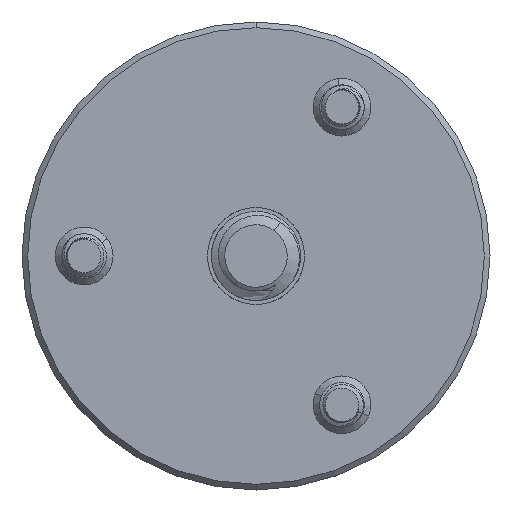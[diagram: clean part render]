
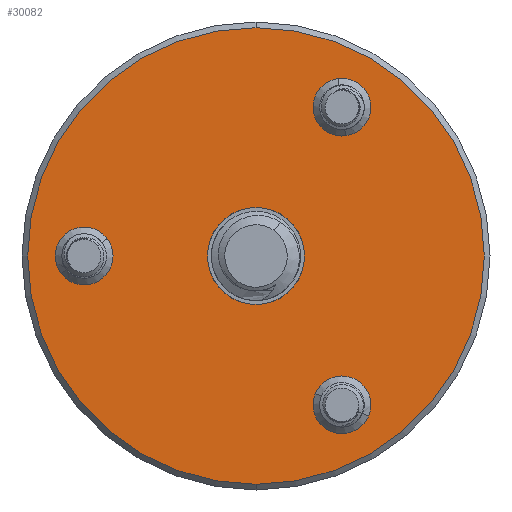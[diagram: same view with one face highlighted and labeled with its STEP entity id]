
A CAD part, front view. The second image highlights one B-rep face of the part: STEP entity #30082.
In plain terms, the highlighted planar face has unit normal (0, -1, 0).
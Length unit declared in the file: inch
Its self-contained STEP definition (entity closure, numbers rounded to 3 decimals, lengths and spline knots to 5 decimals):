
#288 = ORIENTED_EDGE ( 'NONE', *, *, #26633, .T. ) ;
#488 = ORIENTED_EDGE ( 'NONE', *, *, #14037, .T. ) ;
#548 = CARTESIAN_POINT ( 'NONE',  ( -0.455, 0., 0. ) ) ;
#673 = ORIENTED_EDGE ( 'NONE', *, *, #18400, .T. ) ;
#917 = AXIS2_PLACEMENT_3D ( 'NONE', #15982, #8878, #26003 ) ;
#1172 = CIRCLE ( 'NONE', #31226, 0.6045 ) ;
#1992 = DIRECTION ( 'NONE',  ( 0., 1., 0. ) ) ;
#2335 = EDGE_LOOP ( 'NONE', ( #673, #17684 ) ) ;
#2393 = CARTESIAN_POINT ( 'NONE',  ( 0., 0., 0. ) ) ;
#2624 = CIRCLE ( 'NONE', #18926, 0.0765 ) ;
#2974 = AXIS2_PLACEMENT_3D ( 'NONE', #5846, #6006, #20854 ) ;
#3183 = DIRECTION ( 'NONE',  ( 0., 0., 1. ) ) ;
#3246 = AXIS2_PLACEMENT_3D ( 'NONE', #30254, #20160, #10254 ) ;
#3524 = AXIS2_PLACEMENT_3D ( 'NONE', #14795, #22025, #12318 ) ;
#3532 = CIRCLE ( 'NONE', #917, 0.1285 ) ;
#3658 = DIRECTION ( 'NONE',  ( 0., 0., 1. ) ) ;
#4534 = CARTESIAN_POINT ( 'NONE',  ( -0.455, 0., 0.0765 ) ) ;
#4866 = CIRCLE ( 'NONE', #9537, 0.0765 ) ;
#4872 = PLANE ( 'NONE',  #20019 ) ;
#5197 = EDGE_CURVE ( 'NONE', #9770, #21187, #28016, .T. ) ;
#5275 = CARTESIAN_POINT ( 'NONE',  ( 0., 0., -0.6045 ) ) ;
#5599 = VERTEX_POINT ( 'NONE', #12207 ) ;
#5846 = CARTESIAN_POINT ( 'NONE',  ( 0., 0., 0. ) ) ;
#6006 = DIRECTION ( 'NONE',  ( 0., 1., 0. ) ) ;
#7287 = EDGE_LOOP ( 'NONE', ( #488, #9711 ) ) ;
#7451 = ORIENTED_EDGE ( 'NONE', *, *, #10822, .T. ) ;
#7516 = FACE_BOUND ( 'NONE', #30095, .T. ) ;
#8842 = VERTEX_POINT ( 'NONE', #18260 ) ;
#8878 = DIRECTION ( 'NONE',  ( 0., 1., 0. ) ) ;
#9415 = DIRECTION ( 'NONE',  ( 0., 0., 1. ) ) ;
#9537 = AXIS2_PLACEMENT_3D ( 'NONE', #13410, #31414, #3658 ) ;
#9711 = ORIENTED_EDGE ( 'NONE', *, *, #27804, .T. ) ;
#9770 = VERTEX_POINT ( 'NONE', #32570 ) ;
#10134 = CIRCLE ( 'NONE', #18536, 0.0765 ) ;
#10254 = DIRECTION ( 'NONE',  ( 0., 0., 1. ) ) ;
#10437 = DIRECTION ( 'NONE',  ( 0., 1., 0. ) ) ;
#10495 = ORIENTED_EDGE ( 'NONE', *, *, #26620, .T. ) ;
#10822 = EDGE_CURVE ( 'NONE', #13997, #12633, #10134, .T. ) ;
#10892 = AXIS2_PLACEMENT_3D ( 'NONE', #548, #10437, #23615 ) ;
#12207 = CARTESIAN_POINT ( 'NONE',  ( 0.2275, 0., -0.47054 ) ) ;
#12318 = DIRECTION ( 'NONE',  ( 0., 0., 1. ) ) ;
#12404 = CARTESIAN_POINT ( 'NONE',  ( 0., 0., -0.1285 ) ) ;
#12615 = CARTESIAN_POINT ( 'NONE',  ( 0., 0., 0. ) ) ;
#12633 = VERTEX_POINT ( 'NONE', #4534 ) ;
#12806 = FACE_OUTER_BOUND ( 'NONE', #21878, .T. ) ;
#12962 = FACE_BOUND ( 'NONE', #7287, .T. ) ;
#13095 = CARTESIAN_POINT ( 'NONE',  ( 0., 0., 0.1285 ) ) ;
#13410 = CARTESIAN_POINT ( 'NONE',  ( 0.2275, 0., -0.39404 ) ) ;
#13755 = DIRECTION ( 'NONE',  ( 0., 0., 1. ) ) ;
#13930 = CIRCLE ( 'NONE', #26551, 0.0765 ) ;
#13997 = VERTEX_POINT ( 'NONE', #15755 ) ;
#14037 = EDGE_CURVE ( 'NONE', #25646, #16587, #17209, .T. ) ;
#14189 = CARTESIAN_POINT ( 'NONE',  ( -0.455, 0., 0. ) ) ;
#14323 = EDGE_CURVE ( 'NONE', #12633, #13997, #23529, .T. ) ;
#14795 = CARTESIAN_POINT ( 'NONE',  ( 0.2275, 0., 0.39404 ) ) ;
#15599 = FACE_BOUND ( 'NONE', #30958, .T. ) ;
#15755 = CARTESIAN_POINT ( 'NONE',  ( -0.455, 0., -0.0765 ) ) ;
#15924 = EDGE_CURVE ( 'NONE', #20329, #27907, #17763, .T. ) ;
#15982 = CARTESIAN_POINT ( 'NONE',  ( 0., 0., 0. ) ) ;
#16587 = VERTEX_POINT ( 'NONE', #12404 ) ;
#17129 = ORIENTED_EDGE ( 'NONE', *, *, #30079, .T. ) ;
#17209 = CIRCLE ( 'NONE', #2974, 0.1285 ) ;
#17588 = FACE_BOUND ( 'NONE', #2335, .T. ) ;
#17684 = ORIENTED_EDGE ( 'NONE', *, *, #15924, .T. ) ;
#17763 = CIRCLE ( 'NONE', #3524, 0.0765 ) ;
#18260 = CARTESIAN_POINT ( 'NONE',  ( 0.2275, 0., -0.31754 ) ) ;
#18400 = EDGE_CURVE ( 'NONE', #27907, #20329, #13930, .T. ) ;
#18536 = AXIS2_PLACEMENT_3D ( 'NONE', #14189, #19445, #27535 ) ;
#18823 = DIRECTION ( 'NONE',  ( 0., -1., 0. ) ) ;
#18926 = AXIS2_PLACEMENT_3D ( 'NONE', #22693, #20224, #30155 ) ;
#19445 = DIRECTION ( 'NONE',  ( 0., 1., 0. ) ) ;
#20019 = AXIS2_PLACEMENT_3D ( 'NONE', #2393, #27636, #13755 ) ;
#20160 = DIRECTION ( 'NONE',  ( 0., -1., 0. ) ) ;
#20224 = DIRECTION ( 'NONE',  ( 0., 1., 0. ) ) ;
#20329 = VERTEX_POINT ( 'NONE', #21449 ) ;
#20854 = DIRECTION ( 'NONE',  ( 0., 0., 1. ) ) ;
#21187 = VERTEX_POINT ( 'NONE', #5275 ) ;
#21449 = CARTESIAN_POINT ( 'NONE',  ( 0.2275, 0., 0.31754 ) ) ;
#21878 = EDGE_LOOP ( 'NONE', ( #23646, #10495 ) ) ;
#22025 = DIRECTION ( 'NONE',  ( 0., 1., 0. ) ) ;
#22693 = CARTESIAN_POINT ( 'NONE',  ( 0.2275, 0., -0.39404 ) ) ;
#23529 = CIRCLE ( 'NONE', #10892, 0.0765 ) ;
#23615 = DIRECTION ( 'NONE',  ( 0., 0., 1. ) ) ;
#23646 = ORIENTED_EDGE ( 'NONE', *, *, #5197, .T. ) ;
#24503 = CARTESIAN_POINT ( 'NONE',  ( 0.2275, 0., 0.47054 ) ) ;
#25646 = VERTEX_POINT ( 'NONE', #13095 ) ;
#26003 = DIRECTION ( 'NONE',  ( 0., 0., 1. ) ) ;
#26551 = AXIS2_PLACEMENT_3D ( 'NONE', #32051, #1992, #9415 ) ;
#26620 = EDGE_CURVE ( 'NONE', #21187, #9770, #1172, .T. ) ;
#26633 = EDGE_CURVE ( 'NONE', #5599, #8842, #4866, .T. ) ;
#27535 = DIRECTION ( 'NONE',  ( 0., 0., 1. ) ) ;
#27636 = DIRECTION ( 'NONE',  ( 0., 1., 0. ) ) ;
#27804 = EDGE_CURVE ( 'NONE', #16587, #25646, #3532, .T. ) ;
#27907 = VERTEX_POINT ( 'NONE', #24503 ) ;
#28016 = CIRCLE ( 'NONE', #3246, 0.6045 ) ;
#29141 = ORIENTED_EDGE ( 'NONE', *, *, #14323, .T. ) ;
#30079 = EDGE_CURVE ( 'NONE', #8842, #5599, #2624, .T. ) ;
#30082 = ADVANCED_FACE ( 'NONE', ( #12806, #12962, #15599, #17588, #7516 ), #4872, .F. ) ;
#30095 = EDGE_LOOP ( 'NONE', ( #29141, #7451 ) ) ;
#30155 = DIRECTION ( 'NONE',  ( 0., 0., 1. ) ) ;
#30254 = CARTESIAN_POINT ( 'NONE',  ( 0., 0., 0. ) ) ;
#30958 = EDGE_LOOP ( 'NONE', ( #17129, #288 ) ) ;
#31226 = AXIS2_PLACEMENT_3D ( 'NONE', #12615, #18823, #3183 ) ;
#31414 = DIRECTION ( 'NONE',  ( 0., 1., 0. ) ) ;
#32051 = CARTESIAN_POINT ( 'NONE',  ( 0.2275, 0., 0.39404 ) ) ;
#32570 = CARTESIAN_POINT ( 'NONE',  ( 0., 0., 0.6045 ) ) ;
